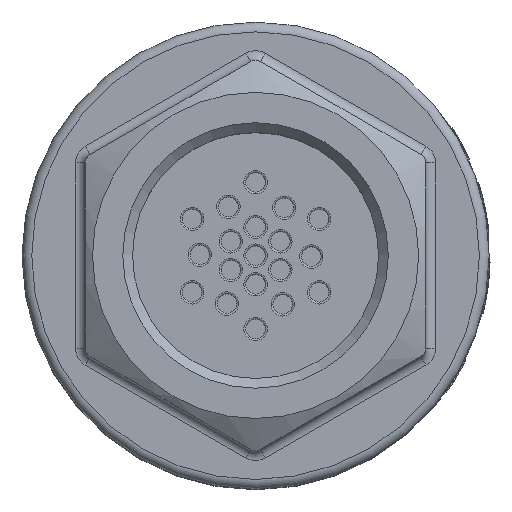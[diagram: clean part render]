
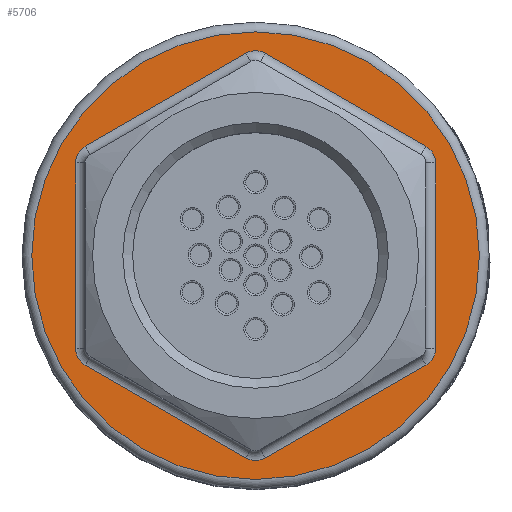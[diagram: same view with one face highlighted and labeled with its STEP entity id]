
A CAD part, top view. The second image highlights one B-rep face of the part: STEP entity #5706.
In plain terms, the highlighted planar face has unit normal (0, 0, 1).
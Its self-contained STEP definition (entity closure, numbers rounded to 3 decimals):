
#111=FACE_BOUND('',#1140,.T.);
#476=PLANE('',#6224);
#772=FACE_OUTER_BOUND('',#1139,.T.);
#1139=EDGE_LOOP('',(#4835));
#1140=EDGE_LOOP('',(#4836,#4837,#4838,#4839,#4840,#4841,#4842,#4843,#4844,
#4845,#4846,#4847));
#1494=LINE('',#11281,#1836);
#1496=LINE('',#11293,#1838);
#1498=LINE('',#11305,#1840);
#1500=LINE('',#11317,#1842);
#1502=LINE('',#11329,#1844);
#1504=LINE('',#11338,#1846);
#1836=VECTOR('',#7429,10.);
#1838=VECTOR('',#7443,10.);
#1840=VECTOR('',#7457,10.);
#1842=VECTOR('',#7471,10.);
#1844=VECTOR('',#7485,10.);
#1846=VECTOR('',#7497,10.);
#2086=CIRCLE('',#6184,2.);
#2092=CIRCLE('',#6192,2.);
#2096=CIRCLE('',#6198,2.);
#2100=CIRCLE('',#6204,2.);
#2104=CIRCLE('',#6210,2.);
#2108=CIRCLE('',#6216,2.);
#2109=CIRCLE('',#6225,23.);
#2580=VERTEX_POINT('',#11269);
#2581=VERTEX_POINT('',#11271);
#2583=VERTEX_POINT('',#11277);
#2585=VERTEX_POINT('',#11283);
#2587=VERTEX_POINT('',#11289);
#2589=VERTEX_POINT('',#11295);
#2591=VERTEX_POINT('',#11301);
#2593=VERTEX_POINT('',#11307);
#2595=VERTEX_POINT('',#11313);
#2597=VERTEX_POINT('',#11319);
#2599=VERTEX_POINT('',#11325);
#2601=VERTEX_POINT('',#11331);
#2610=VERTEX_POINT('',#11399);
#3318=EDGE_CURVE('',#2580,#2581,#2086,.T.);
#3323=EDGE_CURVE('',#2581,#2583,#1494,.T.);
#3326=EDGE_CURVE('',#2583,#2585,#2092,.T.);
#3329=EDGE_CURVE('',#2585,#2587,#1496,.T.);
#3332=EDGE_CURVE('',#2587,#2589,#2096,.T.);
#3335=EDGE_CURVE('',#2589,#2591,#1498,.T.);
#3338=EDGE_CURVE('',#2591,#2593,#2100,.T.);
#3341=EDGE_CURVE('',#2593,#2595,#1500,.T.);
#3344=EDGE_CURVE('',#2595,#2597,#2104,.T.);
#3347=EDGE_CURVE('',#2597,#2599,#1502,.T.);
#3350=EDGE_CURVE('',#2599,#2601,#2108,.T.);
#3352=EDGE_CURVE('',#2601,#2580,#1504,.T.);
#3366=EDGE_CURVE('',#2610,#2610,#2109,.T.);
#4835=ORIENTED_EDGE('',*,*,#3366,.F.);
#4836=ORIENTED_EDGE('',*,*,#3318,.F.);
#4837=ORIENTED_EDGE('',*,*,#3352,.F.);
#4838=ORIENTED_EDGE('',*,*,#3350,.F.);
#4839=ORIENTED_EDGE('',*,*,#3347,.F.);
#4840=ORIENTED_EDGE('',*,*,#3344,.F.);
#4841=ORIENTED_EDGE('',*,*,#3341,.F.);
#4842=ORIENTED_EDGE('',*,*,#3338,.F.);
#4843=ORIENTED_EDGE('',*,*,#3335,.F.);
#4844=ORIENTED_EDGE('',*,*,#3332,.F.);
#4845=ORIENTED_EDGE('',*,*,#3329,.F.);
#4846=ORIENTED_EDGE('',*,*,#3326,.F.);
#4847=ORIENTED_EDGE('',*,*,#3323,.F.);
#5706=ADVANCED_FACE('',(#772,#111),#476,.T.);
#6184=AXIS2_PLACEMENT_3D('',#11272,#7418,#7419);
#6192=AXIS2_PLACEMENT_3D('',#11287,#7436,#7437);
#6198=AXIS2_PLACEMENT_3D('',#11299,#7450,#7451);
#6204=AXIS2_PLACEMENT_3D('',#11311,#7464,#7465);
#6210=AXIS2_PLACEMENT_3D('',#11323,#7478,#7479);
#6216=AXIS2_PLACEMENT_3D('',#11335,#7492,#7493);
#6224=AXIS2_PLACEMENT_3D('',#11398,#7517,#7518);
#6225=AXIS2_PLACEMENT_3D('',#11400,#7519,#7520);
#7418=DIRECTION('center_axis',(0.,0.,1.));
#7419=DIRECTION('ref_axis',(0.,1.,0.));
#7429=DIRECTION('',(-0.866,-0.5,0.));
#7436=DIRECTION('center_axis',(0.,0.,1.));
#7437=DIRECTION('ref_axis',(-0.866,0.5,0.));
#7443=DIRECTION('',(0.,-1.,0.));
#7450=DIRECTION('center_axis',(0.,0.,1.));
#7451=DIRECTION('ref_axis',(-0.866,-0.5,0.));
#7457=DIRECTION('',(0.866,-0.5,0.));
#7464=DIRECTION('center_axis',(0.,0.,1.));
#7465=DIRECTION('ref_axis',(0.,-1.,0.));
#7471=DIRECTION('',(0.866,0.5,0.));
#7478=DIRECTION('center_axis',(0.,0.,1.));
#7479=DIRECTION('ref_axis',(0.866,-0.5,0.));
#7485=DIRECTION('',(0.,1.,0.));
#7492=DIRECTION('center_axis',(0.,0.,1.));
#7493=DIRECTION('ref_axis',(0.866,0.5,0.));
#7497=DIRECTION('',(-0.866,0.5,0.));
#7517=DIRECTION('center_axis',(0.,0.,1.));
#7518=DIRECTION('ref_axis',(1.,0.,0.));
#7519=DIRECTION('center_axis',(0.,0.,-1.));
#7520=DIRECTION('ref_axis',(-1.,0.,0.));
#11269=CARTESIAN_POINT('',(1.,20.785,20.));
#11271=CARTESIAN_POINT('',(-1.,20.785,20.));
#11272=CARTESIAN_POINT('Origin',(0.,19.053,
20.));
#11277=CARTESIAN_POINT('',(-17.5,11.258,20.));
#11281=CARTESIAN_POINT('',(-4.875,18.547,20.));
#11283=CARTESIAN_POINT('',(-18.5,9.526,20.));
#11287=CARTESIAN_POINT('Origin',(-16.5,9.526,20.));
#11289=CARTESIAN_POINT('',(-18.5,-9.526,20.));
#11293=CARTESIAN_POINT('',(-18.5,5.052,20.));
#11295=CARTESIAN_POINT('',(-17.5,-11.258,20.));
#11299=CARTESIAN_POINT('Origin',(-16.5,-9.526,20.));
#11301=CARTESIAN_POINT('',(-1.,-20.785,20.));
#11305=CARTESIAN_POINT('',(-13.625,-13.496,20.));
#11307=CARTESIAN_POINT('',(1.,-20.785,20.));
#11311=CARTESIAN_POINT('Origin',(0.,-19.053,
20.));
#11313=CARTESIAN_POINT('',(17.5,-11.258,20.));
#11317=CARTESIAN_POINT('',(4.875,-18.547,20.));
#11319=CARTESIAN_POINT('',(18.5,-9.526,20.));
#11323=CARTESIAN_POINT('Origin',(16.5,-9.526,20.));
#11325=CARTESIAN_POINT('',(18.5,9.526,20.));
#11329=CARTESIAN_POINT('',(18.5,-5.052,20.));
#11331=CARTESIAN_POINT('',(17.5,11.258,20.));
#11335=CARTESIAN_POINT('Origin',(16.5,9.526,20.));
#11338=CARTESIAN_POINT('',(13.625,13.496,20.));
#11398=CARTESIAN_POINT('Origin',(0.,0.,20.));
#11399=CARTESIAN_POINT('',(-23.,0.,20.));
#11400=CARTESIAN_POINT('Origin',(0.,0.,20.));
